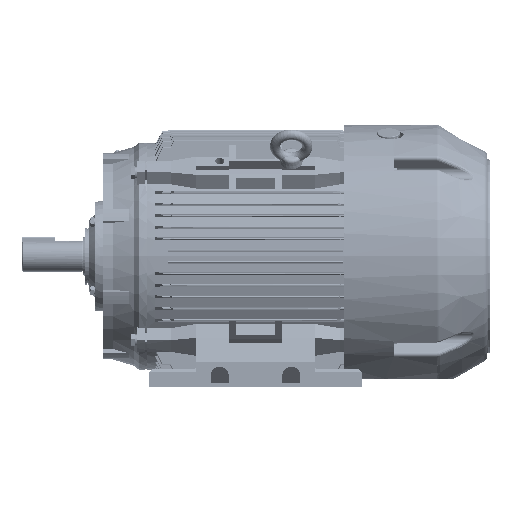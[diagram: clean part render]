
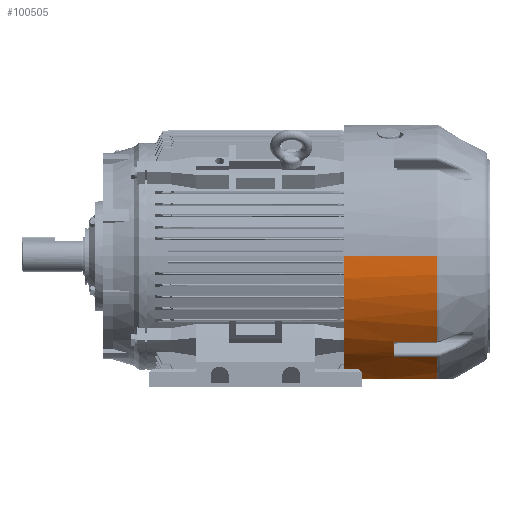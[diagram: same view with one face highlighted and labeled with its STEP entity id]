
A CAD part, front view. The second image highlights one B-rep face of the part: STEP entity #100505.
In plain terms, the highlighted cylindrical face has radius 204 mm (diameter 408 mm), a partial arc.
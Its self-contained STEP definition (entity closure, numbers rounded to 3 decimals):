
#95677 = VERTEX_POINT ( 'NONE', #104170 ) ;
#95741 = VERTEX_POINT ( 'NONE', #104350 ) ;
#95747 = EDGE_CURVE ( 'NONE', #95677, #95741, #104345, .T. ) ;
#100311 = EDGE_CURVE ( 'NONE', #100312, #100448, #117353, .T. ) ;
#100312 = VERTEX_POINT ( 'NONE', #117329 ) ;
#100392 = EDGE_CURVE ( 'NONE', #100536, #100394, #117773, .T. ) ;
#100394 = VERTEX_POINT ( 'NONE', #117771 ) ;
#100448 = VERTEX_POINT ( 'NONE', #117929 ) ;
#100457 = VERTEX_POINT ( 'NONE', #117908 ) ;
#100460 = ORIENTED_EDGE ( 'NONE', *, *, #100464, .T. ) ;
#100464 = EDGE_CURVE ( 'NONE', #100457, #95677, #117894, .T. ) ;
#100473 = ORIENTED_EDGE ( 'NONE', *, *, #95747, .T. ) ;
#100477 = ORIENTED_EDGE ( 'NONE', *, *, #100481, .T. ) ;
#100481 = EDGE_CURVE ( 'NONE', #95741, #100482, #118056, .T. ) ;
#100482 = VERTEX_POINT ( 'NONE', #118035 ) ;
#100486 = ORIENTED_EDGE ( 'NONE', *, *, #100488, .T. ) ;
#100488 = EDGE_CURVE ( 'NONE', #100482, #100518, #118026, .T. ) ;
#100505 = ADVANCED_FACE ( 'NONE', ( #117973 ), #117976, .T. ) ;
#100508 = EDGE_LOOP ( 'NONE', ( #100512, #100524, #100528, #100540, #100611, #100622, #100460, #100473, #100477, #100486 ) ) ;
#100512 = ORIENTED_EDGE ( 'NONE', *, *, #100516, .T. ) ;
#100516 = EDGE_CURVE ( 'NONE', #100518, #100312, #118150, .T. ) ;
#100518 = VERTEX_POINT ( 'NONE', #118126 ) ;
#100524 = ORIENTED_EDGE ( 'NONE', *, *, #100311, .T. ) ;
#100528 = ORIENTED_EDGE ( 'NONE', *, *, #100532, .F. ) ;
#100532 = EDGE_CURVE ( 'NONE', #100536, #100448, #118122, .T. ) ;
#100536 = VERTEX_POINT ( 'NONE', #118108 ) ;
#100540 = ORIENTED_EDGE ( 'NONE', *, *, #100392, .T. ) ;
#100611 = ORIENTED_EDGE ( 'NONE', *, *, #100614, .F. ) ;
#100614 = EDGE_CURVE ( 'NONE', #100616, #100394, #118444, .T. ) ;
#100616 = VERTEX_POINT ( 'NONE', #118437 ) ;
#100622 = ORIENTED_EDGE ( 'NONE', *, *, #100625, .F. ) ;
#100625 = EDGE_CURVE ( 'NONE', #100457, #100616, #118413, .T. ) ;
#104170 = CARTESIAN_POINT ( 'NONE',  ( 144.11, -155.381, 132.185 ) ) ;
#104340 = DIRECTION ( 'NONE',  ( -1., 0., 0. ) ) ;
#104341 = VECTOR ( 'NONE', #104340, 1000. ) ;
#104343 = CARTESIAN_POINT ( 'NONE',  ( 0., -155.381, 132.185 ) ) ;
#104345 = LINE ( 'NONE', #104343, #104341 ) ;
#104350 = CARTESIAN_POINT ( 'NONE',  ( 78., -155.381, 132.185 ) ) ;
#117329 = CARTESIAN_POINT ( 'NONE',  ( 144.11, 0., 204. ) ) ;
#117330 = DIRECTION ( 'NONE',  ( -1., 0., 0. ) ) ;
#117332 = VECTOR ( 'NONE', #117330, 1000. ) ;
#117351 = CARTESIAN_POINT ( 'NONE',  ( 0., 0., 204. ) ) ;
#117353 = LINE ( 'NONE', #117351, #117332 ) ;
#117704 = CARTESIAN_POINT ( 'NONE',  ( 5., -190., 74.27 ) ) ;
#117706 = CARTESIAN_POINT ( 'NONE',  ( 4.656, -190., 74.27 ) ) ;
#117708 = CARTESIAN_POINT ( 'NONE',  ( 4.311, -189.986, 74.306 ) ) ;
#117711 = CARTESIAN_POINT ( 'NONE',  ( 3.646, -189.932, 74.445 ) ) ;
#117715 = CARTESIAN_POINT ( 'NONE',  ( 3.325, -189.892, 74.547 ) ) ;
#117717 = CARTESIAN_POINT ( 'NONE',  ( 2.708, -189.787, 74.813 ) ) ;
#117719 = CARTESIAN_POINT ( 'NONE',  ( 2.411, -189.721, 74.979 ) ) ;
#117720 = CARTESIAN_POINT ( 'NONE',  ( 1.869, -189.571, 75.357 ) ) ;
#117721 = CARTESIAN_POINT ( 'NONE',  ( 1.62, -189.487, 75.571 ) ) ;
#117722 = CARTESIAN_POINT ( 'NONE',  ( 1.279, -189.344, 75.926 ) ) ;
#117724 = CARTESIAN_POINT ( 'NONE',  ( 1.171, -189.294, 76.05 ) ) ;
#117726 = CARTESIAN_POINT ( 'NONE',  ( 0.97, -189.192, 76.306 ) ) ;
#117730 = CARTESIAN_POINT ( 'NONE',  ( 0.877, -189.139, 76.437 ) ) ;
#117731 = CARTESIAN_POINT ( 'NONE',  ( 0.618, -188.975, 76.842 ) ) ;
#117734 = CARTESIAN_POINT ( 'NONE',  ( 0.472, -188.859, 77.125 ) ) ;
#117737 = CARTESIAN_POINT ( 'NONE',  ( 0.236, -188.615, 77.72 ) ) ;
#117741 = CARTESIAN_POINT ( 'NONE',  ( 0.147, -188.489, 78.025 ) ) ;
#117745 = CARTESIAN_POINT ( 'NONE',  ( 0.03, -188.233, 78.641 ) ) ;
#117761 = CARTESIAN_POINT ( 'NONE',  ( 0., -188.102, 78.953 ) ) ;
#117763 = CARTESIAN_POINT ( 'NONE',  ( 0., -187.969, 79.27 ) ) ;
#117771 = CARTESIAN_POINT ( 'NONE',  ( 5., -190., 74.27 ) ) ;
#117773 = B_SPLINE_CURVE_WITH_KNOTS ( 'NONE', 3,
 ( #117763, #117761, #117745, #117741, #117737, #117734, #117731, #117730, #117726, #117724, #117722, #117721, #117720, #117719, #117717, #117715, #117711, #117708, #117706, #117704 ),
 .UNSPECIFIED., .F., .F.,
 ( 4, 2, 2, 2, 2, 2, 2, 2, 2, 4 ),
 ( 0., 0.001, 0.002, 0.003, 0.004, 0.004, 0.005, 0.006, 0.007, 0.008 ),
 .UNSPECIFIED. ) ;
#117884 = DIRECTION ( 'NONE',  ( 0., 0., 1. ) ) ;
#117888 = DIRECTION ( 'NONE',  ( -1., 0., 0. ) ) ;
#117891 = CARTESIAN_POINT ( 'NONE',  ( 144.11, 0., 0. ) ) ;
#117893 = AXIS2_PLACEMENT_3D ( 'NONE', #117891, #117888, #117884 ) ;
#117894 = CIRCLE ( 'NONE', #117893, 204. ) ;
#117908 = CARTESIAN_POINT ( 'NONE',  ( 144.11, -190., 74.27 ) ) ;
#117929 = CARTESIAN_POINT ( 'NONE',  ( 0., 0., 204. ) ) ;
#117973 = FACE_OUTER_BOUND ( 'NONE', #100508, .T. ) ;
#117976 = CYLINDRICAL_SURFACE ( 'NONE', #118148, 204. ) ;
#117986 = CARTESIAN_POINT ( 'NONE',  ( 0., 0., 0. ) ) ;
#118022 = DIRECTION ( 'NONE',  ( 1., 0., 0. ) ) ;
#118023 = VECTOR ( 'NONE', #118022, 1000. ) ;
#118024 = CARTESIAN_POINT ( 'NONE',  ( 0., -132.185, 155.381 ) ) ;
#118026 = LINE ( 'NONE', #118024, #118023 ) ;
#118035 = CARTESIAN_POINT ( 'NONE',  ( 78., -132.185, 155.381 ) ) ;
#118039 = DIRECTION ( 'NONE',  ( 0., 0., 1. ) ) ;
#118040 = DIRECTION ( 'NONE',  ( -1., 0., 0. ) ) ;
#118041 = CARTESIAN_POINT ( 'NONE',  ( 78., 0., 0. ) ) ;
#118042 = AXIS2_PLACEMENT_3D ( 'NONE', #118041, #118040, #118039 ) ;
#118056 = CIRCLE ( 'NONE', #118042, 204. ) ;
#118108 = CARTESIAN_POINT ( 'NONE',  ( 0., -187.969, 79.27 ) ) ;
#118111 = DIRECTION ( 'NONE',  ( 0., 0., 1. ) ) ;
#118114 = DIRECTION ( 'NONE',  ( -1., 0., 0. ) ) ;
#118118 = CARTESIAN_POINT ( 'NONE',  ( 0., 0., 0. ) ) ;
#118121 = AXIS2_PLACEMENT_3D ( 'NONE', #118118, #118114, #118111 ) ;
#118122 = CIRCLE ( 'NONE', #118121, 204. ) ;
#118126 = CARTESIAN_POINT ( 'NONE',  ( 144.11, -132.185, 155.381 ) ) ;
#118130 = DIRECTION ( 'NONE',  ( 0., 0., 1. ) ) ;
#118133 = DIRECTION ( 'NONE',  ( -1., 0., 0. ) ) ;
#118136 = CARTESIAN_POINT ( 'NONE',  ( 144.11, 0., 0. ) ) ;
#118137 = AXIS2_PLACEMENT_3D ( 'NONE', #118136, #118133, #118130 ) ;
#118143 = DIRECTION ( 'NONE',  ( 0., 0., 1. ) ) ;
#118146 = DIRECTION ( 'NONE',  ( -1., 0., 0. ) ) ;
#118148 = AXIS2_PLACEMENT_3D ( 'NONE', #117986, #118146, #118143 ) ;
#118150 = CIRCLE ( 'NONE', #118137, 204. ) ;
#118405 = DIRECTION ( 'NONE',  ( -1., 0., 0. ) ) ;
#118408 = VECTOR ( 'NONE', #118405, 1000. ) ;
#118411 = CARTESIAN_POINT ( 'NONE',  ( 227., -190., 74.27 ) ) ;
#118413 = LINE ( 'NONE', #118411, #118408 ) ;
#118437 = CARTESIAN_POINT ( 'NONE',  ( 65., -190., 74.27 ) ) ;
#118439 = DIRECTION ( 'NONE',  ( -1., 0., 0. ) ) ;
#118441 = VECTOR ( 'NONE', #118439, 1000. ) ;
#118442 = CARTESIAN_POINT ( 'NONE',  ( 75., -190., 74.27 ) ) ;
#118444 = LINE ( 'NONE', #118442, #118441 ) ;
